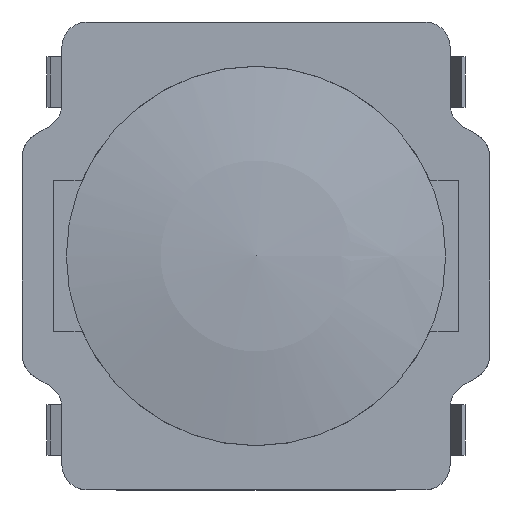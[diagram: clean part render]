
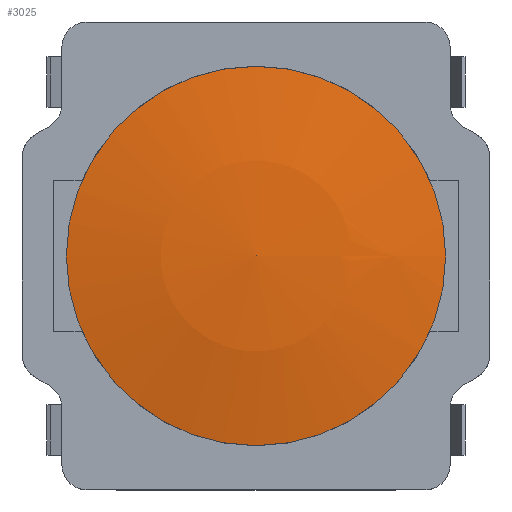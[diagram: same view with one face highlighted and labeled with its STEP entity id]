
A CAD part, top view. The second image highlights one B-rep face of the part: STEP entity #3025.
In plain terms, the highlighted spherical face has radius 7.575 mm.
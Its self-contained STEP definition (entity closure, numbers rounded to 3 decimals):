
#18=SPHERICAL_SURFACE('',#3237,7.575);
#145=CIRCLE('',#3238,1.5);
#743=ORIENTED_EDGE('',*,*,#1045,.F.);
#1045=EDGE_CURVE('',#1249,#1249,#145,.T.);
#1249=VERTEX_POINT('',#4496);
#1831=EDGE_LOOP('',(#743));
#1975=FACE_BOUND('',#1831,.T.);
#3025=ADVANCED_FACE('',(#1975),#18,.T.);
#3237=AXIS2_PLACEMENT_3D('',#4494,#3861,#3862);
#3238=AXIS2_PLACEMENT_3D('',#4495,#3863,#3864);
#3861=DIRECTION('',(0.,0.,-1.));
#3862=DIRECTION('',(1.,0.,0.));
#3863=DIRECTION('',(0.,0.,-1.));
#3864=DIRECTION('',(-1.,0.,0.));
#4494=CARTESIAN_POINT('',(0.,0.,-7.425));
#4495=CARTESIAN_POINT('',(0.,0.,0.));
#4496=CARTESIAN_POINT('',(-1.5,0.,0.));
